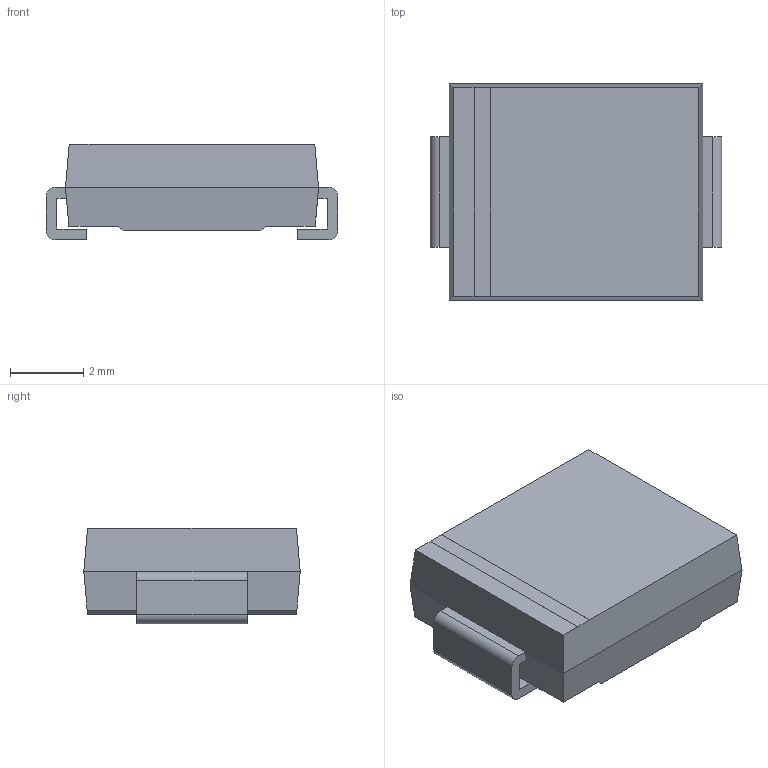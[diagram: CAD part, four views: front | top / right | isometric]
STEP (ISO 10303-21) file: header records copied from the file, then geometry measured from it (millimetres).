
FILE_DESCRIPTION (( 'STEP AP214' ), '1' );
FILE_NAME ('SMC_L6.9-W5.9-LS8.0-RD.STEP', '2021-09-22T05:33:47', ( 'PC' ), ( 'Microsoft' ), 'SwSTEP 2.0', 'SolidWorks 2018', '' );
FILE_SCHEMA (( 'AUTOMOTIVE_DESIGN' ));
Length unit declared in the file: millimetre
Products named in the file (2): SMC_L6.9-W5.9-LS8.0-RD
Bounding box: 7.95 x 5.9 x 2.6 mm (x, y, z)
Volume: 94.8 mm3; surface area: 165.7 mm2
Topology: 1 solids, 1 shells, 99 faces, 262 edges, 172 vertices
Faces by surface type: plane 81, bspline 14, cylinder 4
Entity records: 4838 total; most frequent: CARTESIAN_POINT 1333, ORIENTED_EDGE 524, DIRECTION 416, EDGE_CURVE 262, LINE 226, VECTOR 226, VERTEX_POINT 172, EDGE_LOOP 106
